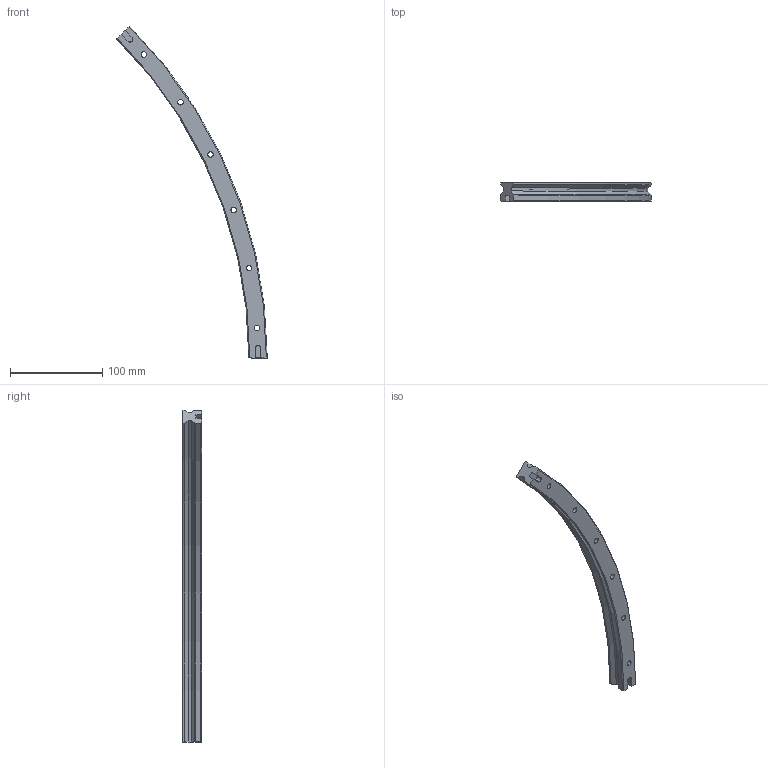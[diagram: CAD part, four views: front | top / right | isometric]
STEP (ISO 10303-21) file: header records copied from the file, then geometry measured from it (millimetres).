
FILE_DESCRIPTION (( 'STEP AP214' ), '1' );
FILE_NAME ('RCW-02-045-500-A3.STEP', '2022-12-09T16:04:09', ( '' ), ( '' ), 'SwSTEP 2.0', 'SolidWorks 2020', '' );
FILE_SCHEMA (( 'AUTOMOTIVE_DESIGN' ));
Length unit declared in the file: millimetre
Products named in the file (1): RCW-02-045-500-A3
Bounding box: 163.52 x 21 x 360.62 mm (x, y, z)
Volume: 135024.8 mm3; surface area: 37668.6 mm2
Topology: 1 solids, 1 shells, 59 faces, 153 edges, 102 vertices
Faces by surface type: cylinder 33, plane 16, cone 8, torus 2
Entity records: 1901 total; most frequent: DIRECTION 349, CARTESIAN_POINT 315, ORIENTED_EDGE 306, EDGE_CURVE 153, AXIS2_PLACEMENT_3D 136, VERTEX_POINT 102, EDGE_LOOP 77, VECTOR 77
